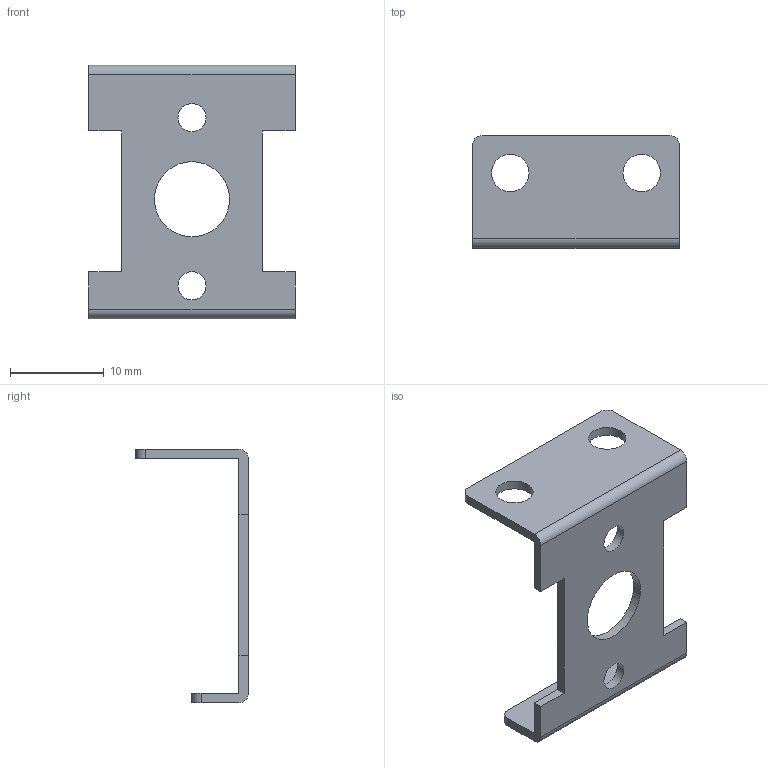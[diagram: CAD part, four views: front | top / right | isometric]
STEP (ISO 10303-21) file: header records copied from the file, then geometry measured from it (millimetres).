
FILE_DESCRIPTION(/* description */ (''),/* implementation_level */ '2;1');
FILE_NAME(/* name */ 'Motor Mountings .step',/* time_stamp */ '2022-06-04T22:33:58+05:30',/* author */ (''),/* organization */ (''),/* preprocessor_version */ 'ST-DEVELOPER v19',/* originating_system */ 'Autodesk Translation Framework v11.7.0.108',/* authorisation */ '');
FILE_SCHEMA (('AUTOMOTIVE_DESIGN { 1 0 10303 214 3 1 1 }'));
Length unit declared in the file: millimetre
Products named in the file (1): Motor Mountings
Bounding box: 22 x 12 x 27 mm (x, y, z)
Volume: 741.2 mm3; surface area: 1692.9 mm2
Topology: 1 solids, 1 shells, 29 faces, 81 edges, 54 vertices
Faces by surface type: plane 18, cylinder 11
Full cylindrical faces by diameter (mm): 3 x2, 4 x2, 8 x1
Entity records: 997 total; most frequent: CARTESIAN_POINT 165, DIRECTION 163, ORIENTED_EDGE 162, EDGE_CURVE 81, LINE 59, VECTOR 59, VERTEX_POINT 54, AXIS2_PLACEMENT_3D 52
